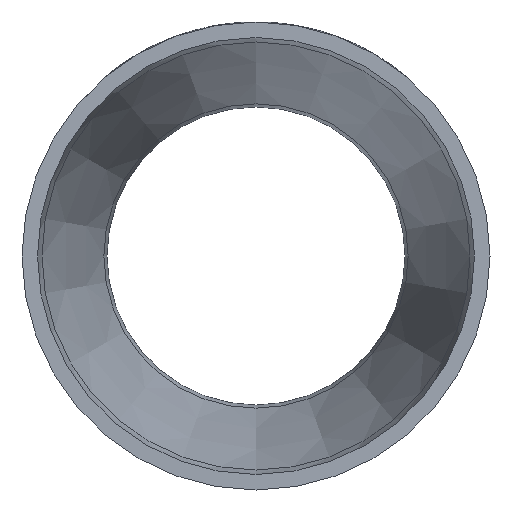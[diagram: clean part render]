
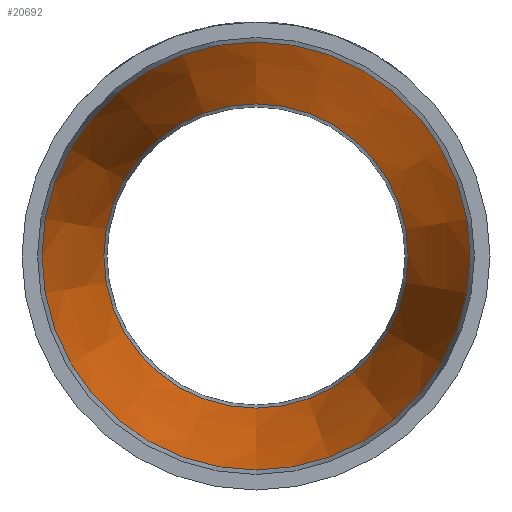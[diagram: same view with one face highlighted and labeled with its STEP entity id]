
A CAD part, front view. The second image highlights one B-rep face of the part: STEP entity #20692.
In plain terms, the highlighted conical face has half-angle 11.249 degrees and reference radius 27.574 mm.
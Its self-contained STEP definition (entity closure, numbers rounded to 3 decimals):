
#352 = FACE_BOUND ( 'NONE', #14290, .T. ) ;
#1132 = DIRECTION ( 'NONE',  ( 0., -1., 0. ) ) ;
#1418 = CONICAL_SURFACE ( 'NONE', #7661, 27.574, 0.196 ) ;
#2064 = ORIENTED_EDGE ( 'NONE', *, *, #2851, .T. ) ;
#2851 = EDGE_CURVE ( 'NONE', #16091, #16091, #3150, .T. ) ;
#3150 = CIRCLE ( 'NONE', #9805, 27.574 ) ;
#6456 = DIRECTION ( 'NONE',  ( 0., 0., -1. ) ) ;
#6612 = DIRECTION ( 'NONE',  ( 0., 0., -1. ) ) ;
#6688 = CIRCLE ( 'NONE', #11096, 19.603 ) ;
#7661 = AXIS2_PLACEMENT_3D ( 'NONE', #8418, #13094, #6456 ) ;
#8418 = CARTESIAN_POINT ( 'NONE',  ( 0., 42.898, 0. ) ) ;
#9365 = DIRECTION ( 'NONE',  ( 0., 0., -1. ) ) ;
#9805 = AXIS2_PLACEMENT_3D ( 'NONE', #13392, #23654, #6612 ) ;
#11096 = AXIS2_PLACEMENT_3D ( 'NONE', #20014, #1132, #9365 ) ;
#12269 = CARTESIAN_POINT ( 'NONE',  ( 0., 42.898, -27.574 ) ) ;
#13094 = DIRECTION ( 'NONE',  ( 0., -1., 0. ) ) ;
#13392 = CARTESIAN_POINT ( 'NONE',  ( 0., 42.898, 0. ) ) ;
#13560 = ORIENTED_EDGE ( 'NONE', *, *, #22397, .F. ) ;
#14290 = EDGE_LOOP ( 'NONE', ( #13560 ) ) ;
#14778 = FACE_OUTER_BOUND ( 'NONE', #22719, .T. ) ;
#16091 = VERTEX_POINT ( 'NONE', #12269 ) ;
#20014 = CARTESIAN_POINT ( 'NONE',  ( 0., 82.972, 0. ) ) ;
#20692 = ADVANCED_FACE ( 'NONE', ( #352, #14778 ), #1418, .F. ) ;
#20722 = VERTEX_POINT ( 'NONE', #25026 ) ;
#22397 = EDGE_CURVE ( 'NONE', #20722, #20722, #6688, .T. ) ;
#22719 = EDGE_LOOP ( 'NONE', ( #2064 ) ) ;
#23654 = DIRECTION ( 'NONE',  ( 0., -1., 0. ) ) ;
#25026 = CARTESIAN_POINT ( 'NONE',  ( 0., 82.972, -19.603 ) ) ;
